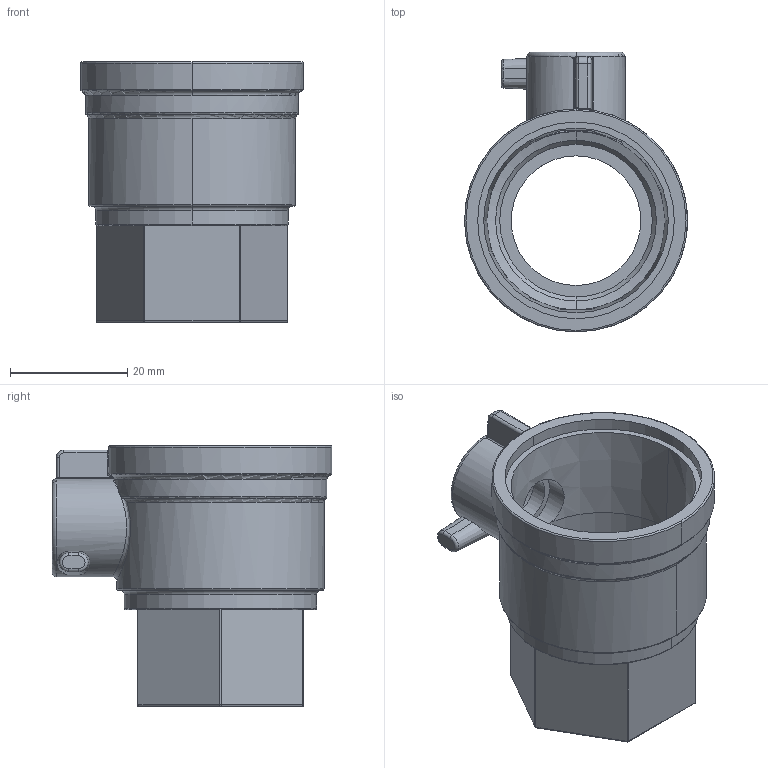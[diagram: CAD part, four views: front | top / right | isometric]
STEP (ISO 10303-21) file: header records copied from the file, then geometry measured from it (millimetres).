
FILE_DESCRIPTION (( 'STEP AP214' ), '1' );
FILE_NAME ('Case cover1.STEP', '2018-06-26T13:34:26', ( '' ), ( '' ), 'SwSTEP 2.0', 'SolidWorks 2016', '' );
FILE_SCHEMA (( 'AUTOMOTIVE_DESIGN' ));
Length unit declared in the file: millimetre
Products named in the file (1): Case cover1
Bounding box: 38 x 47.7 x 44.44 mm (x, y, z)
Volume: 12478.2 mm3; surface area: 10995.3 mm2
Topology: 1 solids, 1 shells, 129 faces, 307 edges, 181 vertices
Faces by surface type: cylinder 43, plane 30, torus 20, bspline 19, cone 10, sphere 7
Entity records: 4676 total; most frequent: CARTESIAN_POINT 1794, ORIENTED_EDGE 602, DIRECTION 577, EDGE_CURVE 301, AXIS2_PLACEMENT_3D 247, VERTEX_POINT 181, EDGE_LOOP 140, CIRCLE 136
